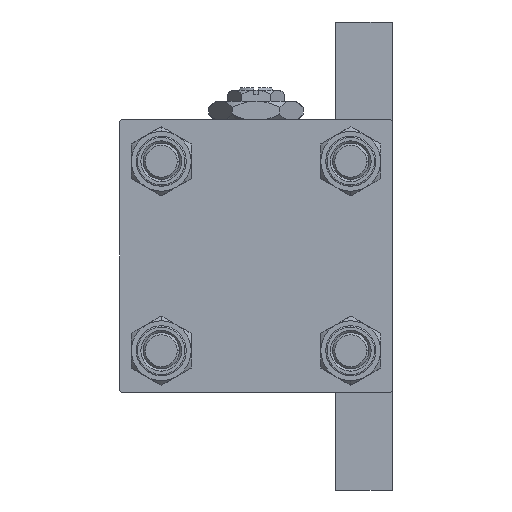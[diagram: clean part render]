
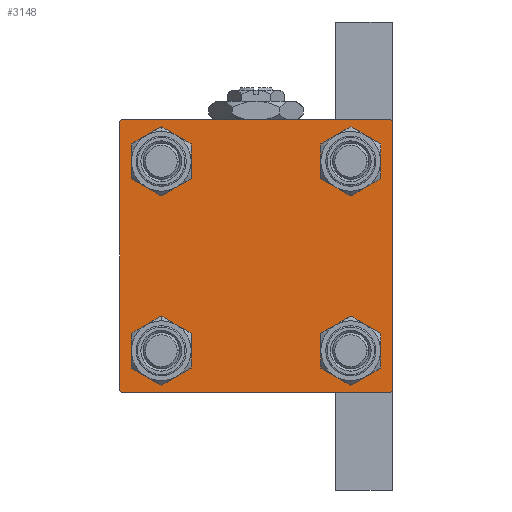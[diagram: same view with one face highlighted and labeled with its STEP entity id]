
A CAD part, left-side view. The second image highlights one B-rep face of the part: STEP entity #3148.
In plain terms, the highlighted planar face has unit normal (-1, 0, 0).
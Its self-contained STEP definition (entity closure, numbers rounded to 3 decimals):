
#102 = ORIENTED_EDGE ( 'NONE', *, *, #17166, .T. ) ;
#430 = DIRECTION ( 'NONE',  ( 1., 0., 0. ) ) ;
#495 = VERTEX_POINT ( 'NONE', #12691 ) ;
#744 = DIRECTION ( 'NONE',  ( 0., 0.707, -0.707 ) ) ;
#1949 = CARTESIAN_POINT ( 'NONE',  ( 0., 20.85, -16.35 ) ) ;
#2383 = AXIS2_PLACEMENT_3D ( 'NONE', #33686, #21199, #51477 ) ;
#3148 = ADVANCED_FACE ( 'NONE', ( #53423, #50163, #16258, #12184, #12983 ), #20602, .T. ) ;
#3586 = AXIS2_PLACEMENT_3D ( 'NONE', #49402, #40433, #32576 ) ;
#3610 = DIRECTION ( 'NONE',  ( 0., -1., 0. ) ) ;
#4210 = VERTEX_POINT ( 'NONE', #30259 ) ;
#4778 = CARTESIAN_POINT ( 'NONE',  ( 0., 30., 29.5 ) ) ;
#4850 = VECTOR ( 'NONE', #26887, 1000. ) ;
#5068 = CARTESIAN_POINT ( 'NONE',  ( 0., 29.75, 29.75 ) ) ;
#5360 = VERTEX_POINT ( 'NONE', #30206 ) ;
#6798 = AXIS2_PLACEMENT_3D ( 'NONE', #46093, #37162, #22201 ) ;
#6837 = LINE ( 'NONE', #19323, #41714 ) ;
#7115 = EDGE_CURVE ( 'NONE', #51447, #12615, #24165, .T. ) ;
#7484 = CARTESIAN_POINT ( 'NONE',  ( 0., 29.5, -30. ) ) ;
#7504 = VERTEX_POINT ( 'NONE', #46568 ) ;
#7530 = CARTESIAN_POINT ( 'NONE',  ( 0., -29.5, 30. ) ) ;
#8894 = DIRECTION ( 'NONE',  ( 0., -0.707, -0.707 ) ) ;
#9135 = EDGE_CURVE ( 'NONE', #495, #5360, #38104, .T. ) ;
#10594 = EDGE_CURVE ( 'NONE', #16740, #4210, #6837, .T. ) ;
#11196 = LINE ( 'NONE', #12254, #19518 ) ;
#11481 = EDGE_CURVE ( 'NONE', #52844, #16740, #11196, .T. ) ;
#11880 = ORIENTED_EDGE ( 'NONE', *, *, #9135, .T. ) ;
#12184 = FACE_BOUND ( 'NONE', #50530, .T. ) ;
#12254 = CARTESIAN_POINT ( 'NONE',  ( 0., 30., -30. ) ) ;
#12341 = CARTESIAN_POINT ( 'NONE',  ( 0., -20.85, 20.85 ) ) ;
#12615 = VERTEX_POINT ( 'NONE', #53273 ) ;
#12691 = CARTESIAN_POINT ( 'NONE',  ( 0., -20.85, -25.35 ) ) ;
#12983 = FACE_OUTER_BOUND ( 'NONE', #23431, .T. ) ;
#14393 = CARTESIAN_POINT ( 'NONE',  ( 0., 30., 30. ) ) ;
#15187 = DIRECTION ( 'NONE',  ( 1., 0., 0. ) ) ;
#15691 = VECTOR ( 'NONE', #38411, 1000. ) ;
#16069 = DIRECTION ( 'NONE',  ( 1., 0., 0. ) ) ;
#16103 = CIRCLE ( 'NONE', #50774, 4.5 ) ;
#16258 = FACE_BOUND ( 'NONE', #41290, .T. ) ;
#16394 = CARTESIAN_POINT ( 'NONE',  ( 0., 29.5, 30. ) ) ;
#16450 = EDGE_CURVE ( 'NONE', #20395, #32571, #23350, .T. ) ;
#16740 = VERTEX_POINT ( 'NONE', #45787 ) ;
#17166 = EDGE_CURVE ( 'NONE', #38752, #53579, #16103, .T. ) ;
#17325 = DIRECTION ( 'NONE',  ( 1., 0., 0. ) ) ;
#17996 = AXIS2_PLACEMENT_3D ( 'NONE', #36629, #15187, #32542 ) ;
#18057 = CARTESIAN_POINT ( 'NONE',  ( 0., -20.85, 20.85 ) ) ;
#19097 = ORIENTED_EDGE ( 'NONE', *, *, #47829, .T. ) ;
#19323 = CARTESIAN_POINT ( 'NONE',  ( 0., -29.75, -29.75 ) ) ;
#19518 = VECTOR ( 'NONE', #3610, 1000. ) ;
#20395 = VERTEX_POINT ( 'NONE', #4778 ) ;
#20602 = PLANE ( 'NONE',  #6798 ) ;
#20770 = EDGE_CURVE ( 'NONE', #22635, #7504, #37072, .T. ) ;
#21052 = EDGE_CURVE ( 'NONE', #25684, #30565, #26526, .T. ) ;
#21199 = DIRECTION ( 'NONE',  ( 1., 0., 0. ) ) ;
#21301 = ORIENTED_EDGE ( 'NONE', *, *, #7115, .T. ) ;
#22149 = LINE ( 'NONE', #5068, #45294 ) ;
#22201 = DIRECTION ( 'NONE',  ( 0., 0., 1. ) ) ;
#22490 = CARTESIAN_POINT ( 'NONE',  ( 0., -20.85, 16.35 ) ) ;
#22635 = VERTEX_POINT ( 'NONE', #1949 ) ;
#23350 = LINE ( 'NONE', #14393, #4850 ) ;
#23431 = EDGE_LOOP ( 'NONE', ( #45498, #31218, #40443, #45704, #43076, #45657, #46782, #29007 ) ) ;
#24165 = CIRCLE ( 'NONE', #35433, 4.5 ) ;
#24491 = CARTESIAN_POINT ( 'NONE',  ( 0., 20.85, 20.85 ) ) ;
#24991 = CIRCLE ( 'NONE', #25879, 4.5 ) ;
#25120 = AXIS2_PLACEMENT_3D ( 'NONE', #33625, #17325, #46893 ) ;
#25684 = VERTEX_POINT ( 'NONE', #46087 ) ;
#25879 = AXIS2_PLACEMENT_3D ( 'NONE', #35760, #31940, #44421 ) ;
#25989 = CARTESIAN_POINT ( 'NONE',  ( 0., 29.75, -29.75 ) ) ;
#26174 = ORIENTED_EDGE ( 'NONE', *, *, #20770, .T. ) ;
#26526 = LINE ( 'NONE', #50692, #35361 ) ;
#26887 = DIRECTION ( 'NONE',  ( 0., 0., -1. ) ) ;
#28309 = VECTOR ( 'NONE', #8894, 1000. ) ;
#28970 = CARTESIAN_POINT ( 'NONE',  ( 0., 30., 30. ) ) ;
#29007 = ORIENTED_EDGE ( 'NONE', *, *, #30769, .T. ) ;
#29245 = AXIS2_PLACEMENT_3D ( 'NONE', #18057, #43008, #34633 ) ;
#29694 = CARTESIAN_POINT ( 'NONE',  ( 0., 30., -29.5 ) ) ;
#30206 = CARTESIAN_POINT ( 'NONE',  ( 0., -20.85, -16.35 ) ) ;
#30259 = CARTESIAN_POINT ( 'NONE',  ( 0., -30., -29.5 ) ) ;
#30565 = VERTEX_POINT ( 'NONE', #7530 ) ;
#30769 = EDGE_CURVE ( 'NONE', #44460, #20395, #22149, .T. ) ;
#31218 = ORIENTED_EDGE ( 'NONE', *, *, #36140, .T. ) ;
#31377 = CARTESIAN_POINT ( 'NONE',  ( 0., -20.85, 25.35 ) ) ;
#31940 = DIRECTION ( 'NONE',  ( 1., 0., 0. ) ) ;
#32395 = EDGE_LOOP ( 'NONE', ( #47907, #11880 ) ) ;
#32542 = DIRECTION ( 'NONE',  ( 0., 0., 1. ) ) ;
#32571 = VERTEX_POINT ( 'NONE', #29694 ) ;
#32576 = DIRECTION ( 'NONE',  ( 0., 0., 1. ) ) ;
#32619 = DIRECTION ( 'NONE',  ( 0., 0., 1. ) ) ;
#33625 = CARTESIAN_POINT ( 'NONE',  ( 0., -20.85, -20.85 ) ) ;
#33686 = CARTESIAN_POINT ( 'NONE',  ( 0., -20.85, -20.85 ) ) ;
#34329 = VECTOR ( 'NONE', #45520, 1000. ) ;
#34633 = DIRECTION ( 'NONE',  ( 0., 0., 1. ) ) ;
#35029 = EDGE_CURVE ( 'NONE', #44460, #30565, #49340, .T. ) ;
#35361 = VECTOR ( 'NONE', #47144, 1000. ) ;
#35433 = AXIS2_PLACEMENT_3D ( 'NONE', #24491, #16069, #32619 ) ;
#35760 = CARTESIAN_POINT ( 'NONE',  ( 0., 20.85, 20.85 ) ) ;
#36140 = EDGE_CURVE ( 'NONE', #32571, #52844, #46077, .T. ) ;
#36629 = CARTESIAN_POINT ( 'NONE',  ( 0., 20.85, -20.85 ) ) ;
#36689 = DIRECTION ( 'NONE',  ( 0., -0.707, 0.707 ) ) ;
#36789 = ORIENTED_EDGE ( 'NONE', *, *, #38170, .T. ) ;
#36958 = EDGE_CURVE ( 'NONE', #5360, #495, #48253, .T. ) ;
#37072 = CIRCLE ( 'NONE', #17996, 4.5 ) ;
#37162 = DIRECTION ( 'NONE',  ( -1., 0., 0. ) ) ;
#38104 = CIRCLE ( 'NONE', #25120, 4.5 ) ;
#38170 = EDGE_CURVE ( 'NONE', #53579, #38752, #44848, .T. ) ;
#38411 = DIRECTION ( 'NONE',  ( 0., 0., -1. ) ) ;
#38752 = VERTEX_POINT ( 'NONE', #22490 ) ;
#38931 = CARTESIAN_POINT ( 'NONE',  ( 0., -30., 30. ) ) ;
#39817 = EDGE_CURVE ( 'NONE', #12615, #51447, #24991, .T. ) ;
#40433 = DIRECTION ( 'NONE',  ( 1., 0., 0. ) ) ;
#40443 = ORIENTED_EDGE ( 'NONE', *, *, #11481, .T. ) ;
#41290 = EDGE_LOOP ( 'NONE', ( #26174, #19097 ) ) ;
#41714 = VECTOR ( 'NONE', #36689, 1000. ) ;
#42765 = EDGE_LOOP ( 'NONE', ( #36789, #102 ) ) ;
#43008 = DIRECTION ( 'NONE',  ( 1., 0., 0. ) ) ;
#43076 = ORIENTED_EDGE ( 'NONE', *, *, #43975, .F. ) ;
#43438 = ORIENTED_EDGE ( 'NONE', *, *, #39817, .T. ) ;
#43975 = EDGE_CURVE ( 'NONE', #25684, #4210, #46281, .T. ) ;
#44421 = DIRECTION ( 'NONE',  ( 0., 0., 1. ) ) ;
#44460 = VERTEX_POINT ( 'NONE', #16394 ) ;
#44848 = CIRCLE ( 'NONE', #29245, 4.5 ) ;
#45161 = CIRCLE ( 'NONE', #3586, 4.5 ) ;
#45294 = VECTOR ( 'NONE', #744, 1000. ) ;
#45498 = ORIENTED_EDGE ( 'NONE', *, *, #16450, .T. ) ;
#45520 = DIRECTION ( 'NONE',  ( 0., -1., 0. ) ) ;
#45657 = ORIENTED_EDGE ( 'NONE', *, *, #21052, .T. ) ;
#45704 = ORIENTED_EDGE ( 'NONE', *, *, #10594, .T. ) ;
#45787 = CARTESIAN_POINT ( 'NONE',  ( 0., -29.5, -30. ) ) ;
#46077 = LINE ( 'NONE', #25989, #28309 ) ;
#46087 = CARTESIAN_POINT ( 'NONE',  ( 0., -30., 29.5 ) ) ;
#46093 = CARTESIAN_POINT ( 'NONE',  ( 0., 0., 0. ) ) ;
#46281 = LINE ( 'NONE', #38931, #15691 ) ;
#46568 = CARTESIAN_POINT ( 'NONE',  ( 0., 20.85, -25.35 ) ) ;
#46782 = ORIENTED_EDGE ( 'NONE', *, *, #35029, .F. ) ;
#46893 = DIRECTION ( 'NONE',  ( 0., 0., 1. ) ) ;
#47144 = DIRECTION ( 'NONE',  ( 0., 0.707, 0.707 ) ) ;
#47482 = CARTESIAN_POINT ( 'NONE',  ( 0., 20.85, 16.35 ) ) ;
#47829 = EDGE_CURVE ( 'NONE', #7504, #22635, #45161, .T. ) ;
#47907 = ORIENTED_EDGE ( 'NONE', *, *, #36958, .T. ) ;
#48253 = CIRCLE ( 'NONE', #2383, 4.5 ) ;
#49340 = LINE ( 'NONE', #28970, #34329 ) ;
#49402 = CARTESIAN_POINT ( 'NONE',  ( 0., 20.85, -20.85 ) ) ;
#50163 = FACE_BOUND ( 'NONE', #32395, .T. ) ;
#50331 = DIRECTION ( 'NONE',  ( 0., 0., 1. ) ) ;
#50530 = EDGE_LOOP ( 'NONE', ( #43438, #21301 ) ) ;
#50692 = CARTESIAN_POINT ( 'NONE',  ( 0., -29.75, 29.75 ) ) ;
#50774 = AXIS2_PLACEMENT_3D ( 'NONE', #12341, #430, #50331 ) ;
#51447 = VERTEX_POINT ( 'NONE', #47482 ) ;
#51477 = DIRECTION ( 'NONE',  ( 0., 0., 1. ) ) ;
#52844 = VERTEX_POINT ( 'NONE', #7484 ) ;
#53273 = CARTESIAN_POINT ( 'NONE',  ( 0., 20.85, 25.35 ) ) ;
#53423 = FACE_BOUND ( 'NONE', #42765, .T. ) ;
#53579 = VERTEX_POINT ( 'NONE', #31377 ) ;
